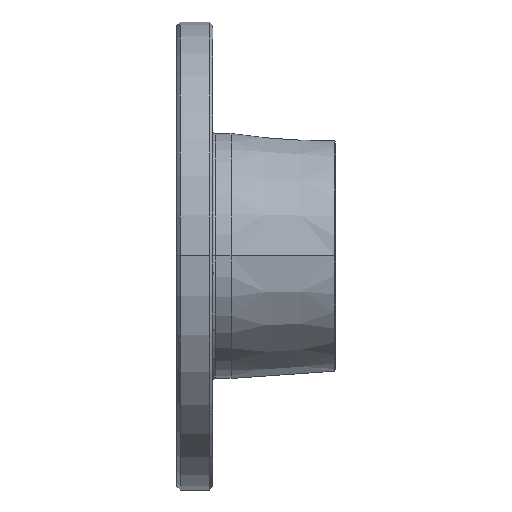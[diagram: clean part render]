
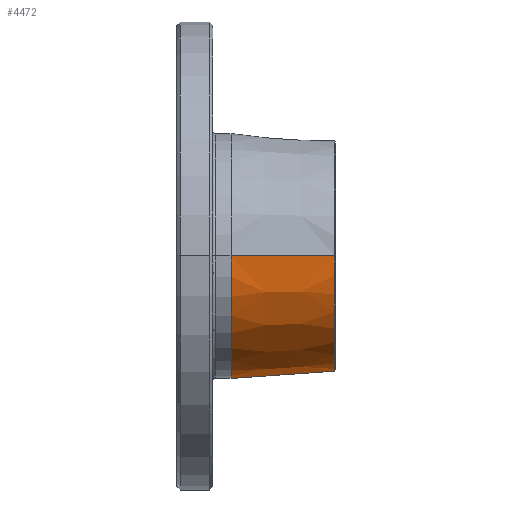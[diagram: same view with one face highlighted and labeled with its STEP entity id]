
A CAD part, top view. The second image highlights one B-rep face of the part: STEP entity #4472.
In plain terms, the highlighted conical face has half-angle 4 degrees and reference radius 27 mm.
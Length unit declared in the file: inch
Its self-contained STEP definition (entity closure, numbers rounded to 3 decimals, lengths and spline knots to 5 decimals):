
#458 = EDGE_CURVE ( 'NONE', #6392, #936, #491, .T. ) ;
#491 = LINE ( 'NONE', #1981, #803 ) ;
#803 = VECTOR ( 'NONE', #1410, 39.37008 ) ;
#936 = VERTEX_POINT ( 'NONE', #5304 ) ;
#989 = AXIS2_PLACEMENT_3D ( 'NONE', #5417, #1505, #6016 ) ;
#1410 = DIRECTION ( 'NONE',  ( -0.998, 0., 0.07 ) ) ;
#1467 = FACE_OUTER_BOUND ( 'NONE', #6019, .T. ) ;
#1505 = DIRECTION ( 'NONE',  ( -1., 0., 0. ) ) ;
#1589 = CARTESIAN_POINT ( 'NONE',  ( 0.47244, 0., 0. ) ) ;
#1838 = CARTESIAN_POINT ( 'NONE',  ( 1.07026, -1.0207, 0.0315 ) ) ;
#1981 = CARTESIAN_POINT ( 'NONE',  ( 0.47244, 0., 1.06299 ) ) ;
#2253 = DIRECTION ( 'NONE',  ( 0., 0., 1. ) ) ;
#2388 = EDGE_CURVE ( 'NONE', #6874, #936, #5199, .T. ) ;
#2532 = CARTESIAN_POINT ( 'NONE',  ( 1.36917, -0.99979, 0.0315 ) ) ;
#2663 = DIRECTION ( 'NONE',  ( -1., 0., 0. ) ) ;
#2738 = B_SPLINE_CURVE_WITH_KNOTS ( 'NONE', 3,
 ( #2532, #1838, #3215, #7619 ),
 .UNSPECIFIED., .F., .F.,
 ( 4, 4 ),
 ( 0., 0.02283 ),
 .UNSPECIFIED. ) ;
#3215 = CARTESIAN_POINT ( 'NONE',  ( 0.77135, -1.04161, 0.0315 ) ) ;
#3268 = CIRCLE ( 'NONE', #7658, 1.00029 ) ;
#3521 = ORIENTED_EDGE ( 'NONE', *, *, #5072, .F. ) ;
#3605 = ORIENTED_EDGE ( 'NONE', *, *, #458, .T. ) ;
#3621 = CARTESIAN_POINT ( 'NONE',  ( 1.36917, -0.99979, 0.0315 ) ) ;
#3624 = CARTESIAN_POINT ( 'NONE',  ( 1.36917, 0., 1.00029 ) ) ;
#4472 = ADVANCED_FACE ( 'NONE', ( #1467 ), #7867, .T. ) ;
#4860 = VERTEX_POINT ( 'NONE', #3621 ) ;
#5072 = EDGE_CURVE ( 'NONE', #4860, #6874, #2738, .T. ) ;
#5199 = CIRCLE ( 'NONE', #7388, 1.06299 ) ;
#5304 = CARTESIAN_POINT ( 'NONE',  ( 0.47244, 0., 1.06299 ) ) ;
#5387 = CARTESIAN_POINT ( 'NONE',  ( 0.47244, -1.06253, 0.0315 ) ) ;
#5417 = CARTESIAN_POINT ( 'NONE',  ( 0.47244, 0., 0. ) ) ;
#6016 = DIRECTION ( 'NONE',  ( 0., 0., 1. ) ) ;
#6019 = EDGE_LOOP ( 'NONE', ( #6112, #3605, #7769, #3521 ) ) ;
#6112 = ORIENTED_EDGE ( 'NONE', *, *, #6713, .T. ) ;
#6124 = DIRECTION ( 'NONE',  ( -1., 0., 0. ) ) ;
#6392 = VERTEX_POINT ( 'NONE', #3624 ) ;
#6493 = CARTESIAN_POINT ( 'NONE',  ( 1.36917, 0., 0. ) ) ;
#6713 = EDGE_CURVE ( 'NONE', #4860, #6392, #3268, .T. ) ;
#6874 = VERTEX_POINT ( 'NONE', #5387 ) ;
#7103 = DIRECTION ( 'NONE',  ( 0., 0., 1. ) ) ;
#7388 = AXIS2_PLACEMENT_3D ( 'NONE', #1589, #6124, #2253 ) ;
#7619 = CARTESIAN_POINT ( 'NONE',  ( 0.47244, -1.06253, 0.0315 ) ) ;
#7658 = AXIS2_PLACEMENT_3D ( 'NONE', #6493, #2663, #7103 ) ;
#7769 = ORIENTED_EDGE ( 'NONE', *, *, #2388, .F. ) ;
#7867 = CONICAL_SURFACE ( 'NONE', #989, 1.06299, 0.07 ) ;
